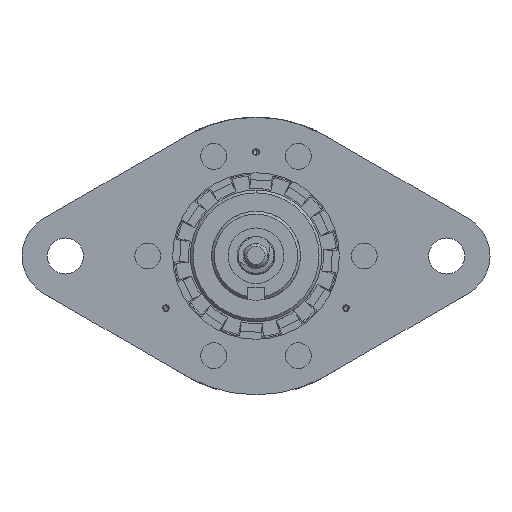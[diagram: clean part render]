
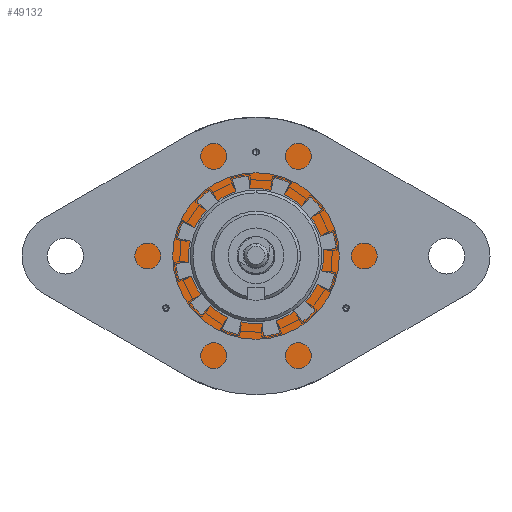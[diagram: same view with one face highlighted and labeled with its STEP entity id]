
A CAD part, top view. The second image highlights one B-rep face of the part: STEP entity #49132.
In plain terms, the highlighted planar face has unit normal (0, 0, 1).
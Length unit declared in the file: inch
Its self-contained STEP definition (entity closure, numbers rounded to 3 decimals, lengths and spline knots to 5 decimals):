
#48767=CARTESIAN_POINT('',(0.,0.,0.23));
#48768=DIRECTION('',(0.,0.,-1.));
#48769=DIRECTION('',(0.,1.,0.));
#48770=AXIS2_PLACEMENT_3D('',#48767,#48768,#48769);
#48772=CARTESIAN_POINT('',(0.,0.,0.23));
#48773=DIRECTION('',(0.,0.,1.));
#48774=DIRECTION('',(0.,1.,0.));
#48775=AXIS2_PLACEMENT_3D('',#48772,#48773,#48774);
#48785=CARTESIAN_POINT('',(0.,0.,0.23));
#48786=DIRECTION('',(0.,0.,1.));
#48787=DIRECTION('',(0.,1.,0.));
#48788=AXIS2_PLACEMENT_3D('',#48785,#48786,#48787);
#48790=CARTESIAN_POINT('',(0.,0.,0.23));
#48791=DIRECTION('',(0.,0.,-1.));
#48792=DIRECTION('',(0.,1.,0.));
#48793=AXIS2_PLACEMENT_3D('',#48790,#48791,#48792);
#48850=CARTESIAN_POINT('',(0.,0.47,0.23));
#48852=VERTEX_POINT('',#48850);
#48853=CARTESIAN_POINT('',(0.,0.21,0.23));
#48855=VERTEX_POINT('',#48853);
#48878=CARTESIAN_POINT('',(0.,-0.47,0.23));
#48880=VERTEX_POINT('',#48878);
#48881=CARTESIAN_POINT('',(0.,-0.21,0.23));
#48883=VERTEX_POINT('',#48881);
#49117=CARTESIAN_POINT('',(0.,0.,0.23));
#49118=DIRECTION('',(0.,0.,-1.));
#49119=DIRECTION('',(0.,-1.,0.));
#49120=AXIS2_PLACEMENT_3D('',#49117,#49118,#49119);
#49121=PLANE('',#49120);
#49122=ORIENTED_EDGE('',*,*,#49112,.T.);
#49123=ORIENTED_EDGE('',*,*,#49096,.F.);
#49124=EDGE_LOOP('',(#49122,#49123));
#49125=FACE_OUTER_BOUND('',#49124,.F.);
#49127=ORIENTED_EDGE('',*,*,#49126,.T.);
#49129=ORIENTED_EDGE('',*,*,#49128,.F.);
#49130=EDGE_LOOP('',(#49127,#49129));
#49131=FACE_BOUND('',#49130,.F.);
#49132=ADVANCED_FACE('',(#49125,#49131),#49121,.F.);
#48771=CIRCLE('',#48770,0.47);
#48776=CIRCLE('',#48775,0.47);
#48789=CIRCLE('',#48788,0.21);
#48794=CIRCLE('',#48793,0.21);
#49096=EDGE_CURVE('',#48852,#48880,#48776,.T.);
#49112=EDGE_CURVE('',#48852,#48880,#48771,.T.);
#49126=EDGE_CURVE('',#48855,#48883,#48789,.T.);
#49128=EDGE_CURVE('',#48855,#48883,#48794,.T.);
